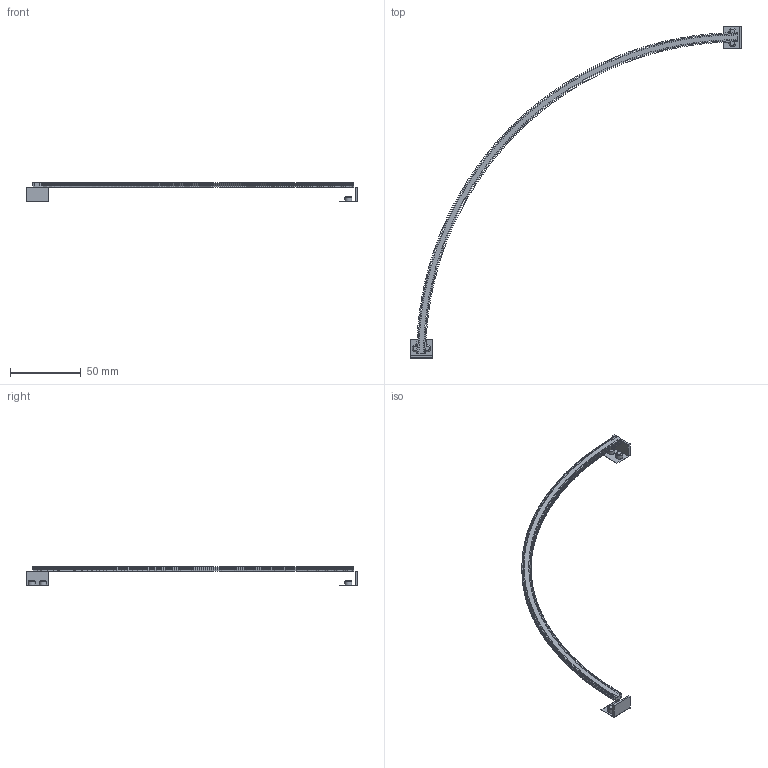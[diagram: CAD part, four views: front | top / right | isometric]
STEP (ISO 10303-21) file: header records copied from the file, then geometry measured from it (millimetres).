
FILE_DESCRIPTION(('Open CASCADE Model'),'2;1');
FILE_NAME('Open CASCADE Shape Model','2025-01-19T18:59:27',('Author'),( 'Open CASCADE'),'Open CASCADE STEP processor 7.7','Open CASCADE 7.7' ,'Unknown');
FILE_SCHEMA(('AUTOMOTIVE_DESIGN { 1 0 10303 214 1 1 1 1 }'));
Length unit declared in the file: millimetre
Products named in the file (5): Open CASCADE STEP translator 7.7 45; Open CASCADE STEP translator 7.7 45.1; Open CASCADE STEP translator 7.7 45.1.1; Open CASCADE STEP translator 7.7 45.1.2; Open CASCADE STEP translator 7.7 45.1.3
Assembly tree (4 placements, depth 3):
  Open CASCADE STEP translator 7.7 45
    Open CASCADE STEP translator 7.7 45.1
      Open CASCADE STEP translator 7.7 45.1.1
      Open CASCADE STEP translator 7.7 45.1.2
      Open CASCADE STEP translator 7.7 45.1.3
Bounding box: 234.8 x 234.8 x 13.4 mm (x, y, z)
Volume: 6713.4 mm3; surface area: 11137.3 mm2
Topology: 3 solids, 3 shells, 2272 faces, 6782 edges, 4520 vertices
Faces by surface type: plane 1818, cylinder 450, cone 4
Full cylindrical faces by diameter (mm): 5 x4
Entity records: 166538 total; most frequent: CARTESIAN_POINT 32495, DIRECTION 24912, LINE 18542, VECTOR 18542, ORIENTED_EDGE 13564, PCURVE 13564, DEFINITIONAL_REPRESENTATION 13564, EDGE_CURVE 6782
